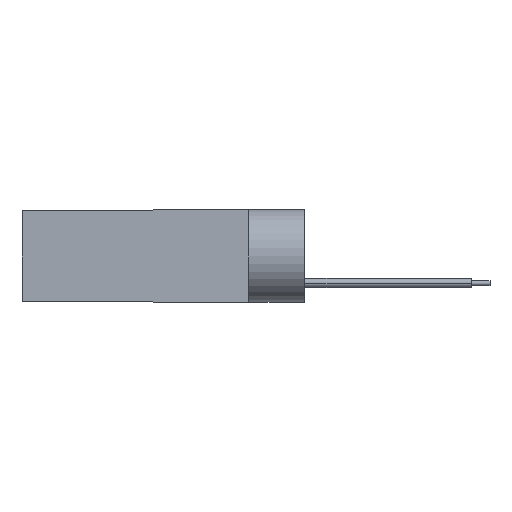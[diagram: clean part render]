
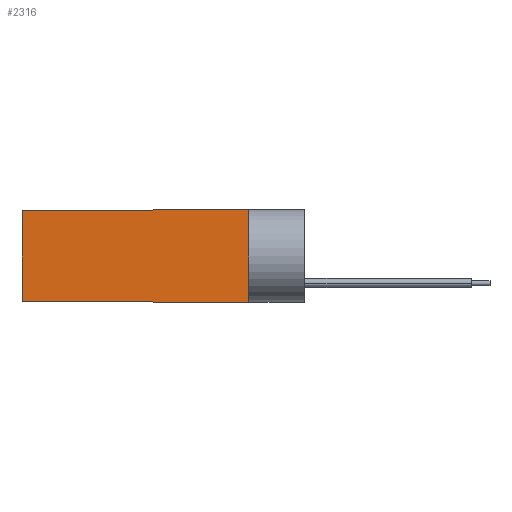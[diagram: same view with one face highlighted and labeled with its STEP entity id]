
A CAD part, left-side view. The second image highlights one B-rep face of the part: STEP entity #2316.
In plain terms, the highlighted planar face has unit normal (-1, 0.008, 0).
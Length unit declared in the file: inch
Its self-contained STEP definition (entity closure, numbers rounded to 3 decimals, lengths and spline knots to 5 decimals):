
#213 = ORIENTED_EDGE ( 'NONE', *, *, #2123, .F. ) ;
#474 = VECTOR ( 'NONE', #5325, 39.37008 ) ;
#1602 = VECTOR ( 'NONE', #3020, 39.37008 ) ;
#1698 = CARTESIAN_POINT ( 'NONE',  ( -0.3, 0., -0.125 ) ) ;
#2123 = EDGE_CURVE ( 'NONE', #6479, #2437, #2648, .T. ) ;
#2150 = VECTOR ( 'NONE', #7109, 39.37008 ) ;
#2219 = AXIS2_PLACEMENT_3D ( 'NONE', #1698, #7518, #2533 ) ;
#2240 = EDGE_CURVE ( 'NONE', #2437, #6524, #8786, .T. ) ;
#2316 = ADVANCED_FACE ( 'NONE', ( #3052 ), #4956, .F. ) ;
#2437 = VERTEX_POINT ( 'NONE', #8511 ) ;
#2522 = ORIENTED_EDGE ( 'NONE', *, *, #10549, .T. ) ;
#2533 = DIRECTION ( 'NONE',  ( 0.008, 1., 0. ) ) ;
#2648 = LINE ( 'NONE', #6078, #474 ) ;
#3020 = DIRECTION ( 'NONE',  ( 0., 0., 1. ) ) ;
#3052 = FACE_OUTER_BOUND ( 'NONE', #9291, .T. ) ;
#3179 = VERTEX_POINT ( 'NONE', #5063 ) ;
#3485 = VECTOR ( 'NONE', #5659, 39.37008 ) ;
#3559 = ORIENTED_EDGE ( 'NONE', *, *, #2240, .F. ) ;
#3809 = LINE ( 'NONE', #9669, #1602 ) ;
#4956 = PLANE ( 'NONE',  #2219 ) ;
#5063 = CARTESIAN_POINT ( 'NONE',  ( -0.3, 0., 0.125 ) ) ;
#5325 = DIRECTION ( 'NONE',  ( 0.008, 1., 0.004 ) ) ;
#5448 = CARTESIAN_POINT ( 'NONE',  ( -0.3, 0., -0.125 ) ) ;
#5543 = CARTESIAN_POINT ( 'NONE',  ( -0.295, 0.61, 0.1225 ) ) ;
#5659 = DIRECTION ( 'NONE',  ( -0.008, -1., 0.004 ) ) ;
#5947 = LINE ( 'NONE', #9862, #3485 ) ;
#6078 = CARTESIAN_POINT ( 'NONE',  ( -0.3, 0., -0.125 ) ) ;
#6276 = CARTESIAN_POINT ( 'NONE',  ( -0.295, 0.61, -0.125 ) ) ;
#6479 = VERTEX_POINT ( 'NONE', #5448 ) ;
#6524 = VERTEX_POINT ( 'NONE', #5543 ) ;
#7109 = DIRECTION ( 'NONE',  ( 0., 0., 1. ) ) ;
#7518 = DIRECTION ( 'NONE',  ( 1., -0.008, 0. ) ) ;
#8031 = EDGE_CURVE ( 'NONE', #6524, #3179, #5947, .T. ) ;
#8511 = CARTESIAN_POINT ( 'NONE',  ( -0.295, 0.61, -0.1225 ) ) ;
#8582 = ORIENTED_EDGE ( 'NONE', *, *, #8031, .F. ) ;
#8786 = LINE ( 'NONE', #6276, #2150 ) ;
#9291 = EDGE_LOOP ( 'NONE', ( #2522, #8582, #3559, #213 ) ) ;
#9669 = CARTESIAN_POINT ( 'NONE',  ( -0.3, 0., -0.125 ) ) ;
#9862 = CARTESIAN_POINT ( 'NONE',  ( -0.295, 0.61, 0.1225 ) ) ;
#10549 = EDGE_CURVE ( 'NONE', #6479, #3179, #3809, .T. ) ;
